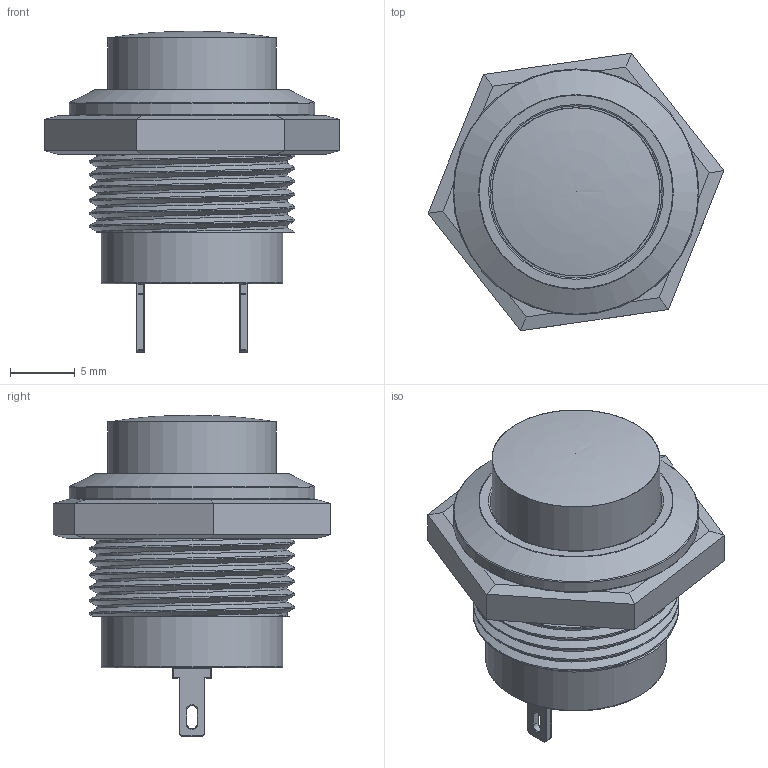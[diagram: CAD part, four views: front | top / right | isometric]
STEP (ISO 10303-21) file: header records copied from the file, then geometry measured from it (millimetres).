
FILE_DESCRIPTION(/* description */ (''),/* implementation_level */ '2;1');
FILE_NAME(/* name */ 'Drucktaster R13-507 schwarz v8.step',/* time_stamp */ '2019-03-16T18:39:52+01:00',/* author */ ('mkochendoerfer'),/* organization */ (''),/* preprocessor_version */ 'ST-DEVELOPER v17.2',/* originating_system */ 'Autodesk Translation Framework v7.6.0.251',/* authorisation */ '');
FILE_SCHEMA (('AUTOMOTIVE_DESIGN { 1 0 10303 214 3 1 1 }'));
Length unit declared in the file: millimetre
Products named in the file (5): Drucktaster R13-507 schwarz; Taster schwarz; Grundkoerper; Pol; Mutter M16
Assembly tree (7 placements, depth 3):
  Drucktaster R13-507 schwarz
    Pol  x2
    Taster schwarz
    Grundkoerper
      Pol  x2
    Mutter M16
Bounding box: 22.86 x 21.44 x 24.8 mm (x, y, z)
Volume: 3862.2 mm3; surface area: 3229.5 mm2
Topology: 7 solids, 7 shells, 347 faces, 731 edges, 400 vertices
Faces by surface type: cylinder 167, plane 84, sphere 64, torus 22, bspline 7, cone 3
Full cylindrical faces by diameter (mm): 13 x1, 13.3 x1, 14 x1, 14.741 x10, 15.036 x1, 15.884 x8, 16.152 x1, 19 x1
Entity records: 7362 total; most frequent: CARTESIAN_POINT 4117, DIRECTION 662, ORIENTED_EDGE 632, EDGE_CURVE 316, AXIS2_PLACEMENT_3D 260, VERTEX_POINT 184, EDGE_LOOP 150, FACE_OUTER_BOUND 143
